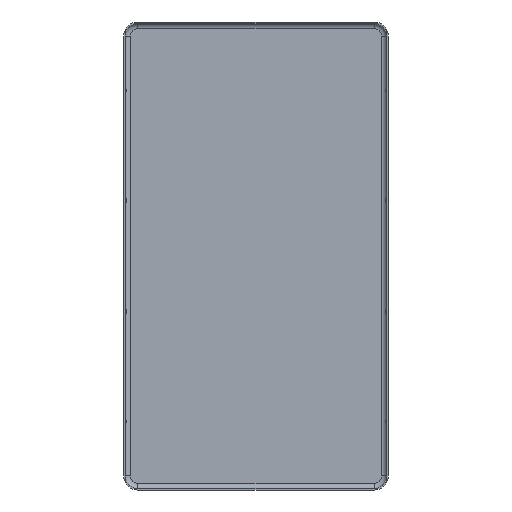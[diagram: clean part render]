
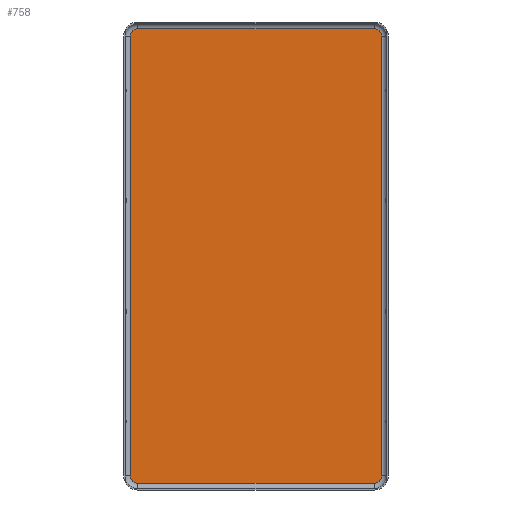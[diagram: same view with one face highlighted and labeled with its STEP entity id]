
A CAD part, front view. The second image highlights one B-rep face of the part: STEP entity #758.
In plain terms, the highlighted planar face has unit normal (0, -1, 0).
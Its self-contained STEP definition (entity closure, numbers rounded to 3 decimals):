
#14 = VERTEX_POINT ( 'NONE', #1771 ) ;
#31 = ORIENTED_EDGE ( 'NONE', *, *, #1284, .T. ) ;
#55 = DIRECTION ( 'NONE',  ( 0., 0., 1. ) ) ;
#60 = ORIENTED_EDGE ( 'NONE', *, *, #904, .T. ) ;
#66 = AXIS2_PLACEMENT_3D ( 'NONE', #1373, #1843, #1220 ) ;
#99 = DIRECTION ( 'NONE',  ( 0., 0., -1. ) ) ;
#136 = LINE ( 'NONE', #1882, #1781 ) ;
#177 = DIRECTION ( 'NONE',  ( 0., 0., -1. ) ) ;
#184 = CARTESIAN_POINT ( 'NONE',  ( 16.05, 0., 30.85 ) ) ;
#196 = EDGE_CURVE ( 'NONE', #1189, #1784, #357, .T. ) ;
#204 = AXIS2_PLACEMENT_3D ( 'NONE', #672, #1158, #525 ) ;
#238 = CARTESIAN_POINT ( 'NONE',  ( -16.05, 0., -30.85 ) ) ;
#249 = ORIENTED_EDGE ( 'NONE', *, *, #1050, .F. ) ;
#262 = LINE ( 'NONE', #184, #1918 ) ;
#357 = CIRCLE ( 'NONE', #66, 1. ) ;
#401 = CARTESIAN_POINT ( 'NONE',  ( 16.05, 0., 29.85 ) ) ;
#411 = DIRECTION ( 'NONE',  ( 0., 0., -1. ) ) ;
#419 = VERTEX_POINT ( 'NONE', #476 ) ;
#449 = CARTESIAN_POINT ( 'NONE',  ( 17.05, 0., -29.85 ) ) ;
#476 = CARTESIAN_POINT ( 'NONE',  ( -16.05, 0., 30.85 ) ) ;
#525 = DIRECTION ( 'NONE',  ( 0., 0., -1. ) ) ;
#555 = CARTESIAN_POINT ( 'NONE',  ( -16.05, 0., -29.85 ) ) ;
#579 = VECTOR ( 'NONE', #177, 1000. ) ;
#644 = ORIENTED_EDGE ( 'NONE', *, *, #1159, .F. ) ;
#666 = CIRCLE ( 'NONE', #1834, 1. ) ;
#672 = CARTESIAN_POINT ( 'NONE',  ( 16.05, 0., -29.85 ) ) ;
#713 = ORIENTED_EDGE ( 'NONE', *, *, #196, .F. ) ;
#717 = CARTESIAN_POINT ( 'NONE',  ( -16.05, 0., 29.85 ) ) ;
#746 = CARTESIAN_POINT ( 'NONE',  ( -17.05, 0., -29.85 ) ) ;
#758 = ADVANCED_FACE ( 'NONE', ( #1260 ), #1792, .T. ) ;
#764 = DIRECTION ( 'NONE',  ( -1., 0., 0. ) ) ;
#827 = EDGE_CURVE ( 'NONE', #1617, #1189, #1053, .T. ) ;
#828 = CIRCLE ( 'NONE', #1277, 1. ) ;
#855 = VERTEX_POINT ( 'NONE', #238 ) ;
#876 = CARTESIAN_POINT ( 'NONE',  ( -17.05, 0., 29.85 ) ) ;
#879 = DIRECTION ( 'NONE',  ( 0., -1., 0. ) ) ;
#890 = VECTOR ( 'NONE', #1421, 1000. ) ;
#904 = EDGE_CURVE ( 'NONE', #1626, #855, #1703, .T. ) ;
#1050 = EDGE_CURVE ( 'NONE', #1487, #419, #828, .T. ) ;
#1053 = LINE ( 'NONE', #1472, #579 ) ;
#1085 = CARTESIAN_POINT ( 'NONE',  ( 17.05, 0., 29.85 ) ) ;
#1099 = CARTESIAN_POINT ( 'NONE',  ( 16.05, 0., -30.85 ) ) ;
#1158 = DIRECTION ( 'NONE',  ( 0., -1., 0. ) ) ;
#1159 = EDGE_CURVE ( 'NONE', #1784, #855, #136, .T. ) ;
#1189 = VERTEX_POINT ( 'NONE', #449 ) ;
#1220 = DIRECTION ( 'NONE',  ( 0., 0., 1. ) ) ;
#1260 = FACE_OUTER_BOUND ( 'NONE', #1660, .T. ) ;
#1277 = AXIS2_PLACEMENT_3D ( 'NONE', #717, #1845, #99 ) ;
#1284 = EDGE_CURVE ( 'NONE', #14, #419, #262, .T. ) ;
#1373 = CARTESIAN_POINT ( 'NONE',  ( 16.05, 0., -29.85 ) ) ;
#1421 = DIRECTION ( 'NONE',  ( 0., 0., -1. ) ) ;
#1429 = CARTESIAN_POINT ( 'NONE',  ( -17.05, 0., 0. ) ) ;
#1472 = CARTESIAN_POINT ( 'NONE',  ( 17.05, 0., 0. ) ) ;
#1481 = ORIENTED_EDGE ( 'NONE', *, *, #1862, .T. ) ;
#1487 = VERTEX_POINT ( 'NONE', #876 ) ;
#1495 = AXIS2_PLACEMENT_3D ( 'NONE', #555, #1519, #55 ) ;
#1519 = DIRECTION ( 'NONE',  ( 0., -1., 0. ) ) ;
#1571 = ORIENTED_EDGE ( 'NONE', *, *, #1726, .T. ) ;
#1596 = LINE ( 'NONE', #1429, #890 ) ;
#1612 = DIRECTION ( 'NONE',  ( -1., 0., 0. ) ) ;
#1617 = VERTEX_POINT ( 'NONE', #1085 ) ;
#1626 = VERTEX_POINT ( 'NONE', #746 ) ;
#1646 = ORIENTED_EDGE ( 'NONE', *, *, #827, .F. ) ;
#1660 = EDGE_LOOP ( 'NONE', ( #644, #713, #1646, #1481, #31, #249, #1571, #60 ) ) ;
#1703 = CIRCLE ( 'NONE', #1495, 1. ) ;
#1726 = EDGE_CURVE ( 'NONE', #1487, #1626, #1596, .T. ) ;
#1771 = CARTESIAN_POINT ( 'NONE',  ( 16.05, 0., 30.85 ) ) ;
#1781 = VECTOR ( 'NONE', #764, 1000. ) ;
#1784 = VERTEX_POINT ( 'NONE', #1099 ) ;
#1792 = PLANE ( 'NONE',  #204 ) ;
#1834 = AXIS2_PLACEMENT_3D ( 'NONE', #401, #879, #411 ) ;
#1843 = DIRECTION ( 'NONE',  ( 0., 1., 0. ) ) ;
#1845 = DIRECTION ( 'NONE',  ( 0., 1., 0. ) ) ;
#1862 = EDGE_CURVE ( 'NONE', #1617, #14, #666, .T. ) ;
#1882 = CARTESIAN_POINT ( 'NONE',  ( 16.05, 0., -30.85 ) ) ;
#1918 = VECTOR ( 'NONE', #1612, 1000. ) ;
